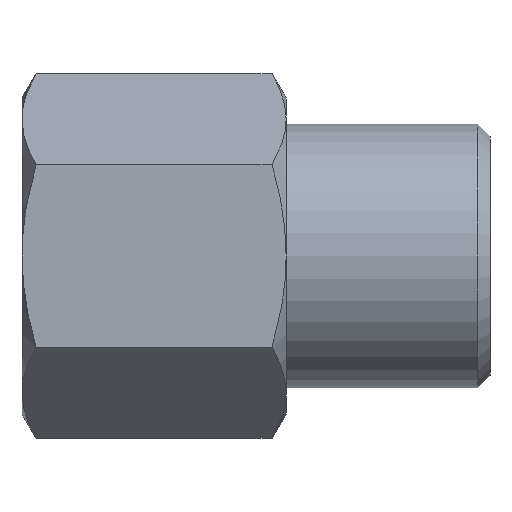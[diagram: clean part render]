
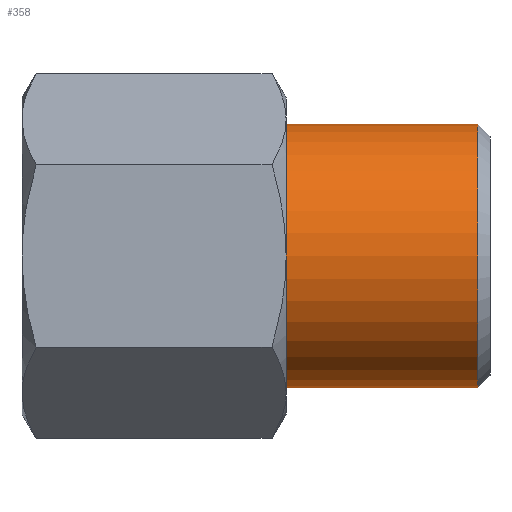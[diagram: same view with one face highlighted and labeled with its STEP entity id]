
A CAD part, front view. The second image highlights one B-rep face of the part: STEP entity #358.
In plain terms, the highlighted cylindrical face has radius 10.935 mm (diameter 21.87 mm), a full revolution.
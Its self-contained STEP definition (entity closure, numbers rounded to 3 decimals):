
#52=CYLINDRICAL_SURFACE('',#416,10.935);
#57=FACE_OUTER_BOUND('',#83,.T.);
#83=EDGE_LOOP('',(#254,#255,#256,#257,#258));
#109=LINE('',#582,#119);
#119=VECTOR('',#485,10.935);
#137=CIRCLE('',#414,10.935);
#138=CIRCLE('',#415,10.935);
#139=CIRCLE('',#417,10.935);
#157=VERTEX_POINT('',#575);
#158=VERTEX_POINT('',#577);
#159=VERTEX_POINT('',#581);
#192=EDGE_CURVE('',#157,#158,#137,.T.);
#193=EDGE_CURVE('',#158,#157,#138,.T.);
#194=EDGE_CURVE('',#158,#159,#109,.T.);
#195=EDGE_CURVE('',#159,#159,#139,.T.);
#254=ORIENTED_EDGE('',*,*,#192,.F.);
#255=ORIENTED_EDGE('',*,*,#193,.F.);
#256=ORIENTED_EDGE('',*,*,#194,.T.);
#257=ORIENTED_EDGE('',*,*,#195,.F.);
#258=ORIENTED_EDGE('',*,*,#194,.F.);
#358=ADVANCED_FACE('',(#57),#52,.T.);
#414=AXIS2_PLACEMENT_3D('',#578,#479,#480);
#415=AXIS2_PLACEMENT_3D('',#579,#481,#482);
#416=AXIS2_PLACEMENT_3D('',#580,#483,#484);
#417=AXIS2_PLACEMENT_3D('',#583,#486,#487);
#479=DIRECTION('center_axis',(1.,0.,0.));
#480=DIRECTION('ref_axis',(0.,0.,1.));
#481=DIRECTION('center_axis',(1.,0.,0.));
#482=DIRECTION('ref_axis',(0.,0.,1.));
#483=DIRECTION('center_axis',(1.,0.,0.));
#484=DIRECTION('ref_axis',(0.,0.,-1.));
#485=DIRECTION('',(-1.,0.,0.));
#486=DIRECTION('center_axis',(-1.,0.,0.));
#487=DIRECTION('ref_axis',(0.,0.,-1.));
#575=CARTESIAN_POINT('',(37.8,0.,-10.935));
#577=CARTESIAN_POINT('',(37.8,0.,10.935));
#578=CARTESIAN_POINT('Origin',(37.8,0.,0.));
#579=CARTESIAN_POINT('Origin',(37.8,0.,0.));
#580=CARTESIAN_POINT('Origin',(21.9,0.,0.));
#581=CARTESIAN_POINT('',(21.9,0.,10.935));
#582=CARTESIAN_POINT('',(21.9,0.,10.935));
#583=CARTESIAN_POINT('Origin',(21.9,0.,0.));
